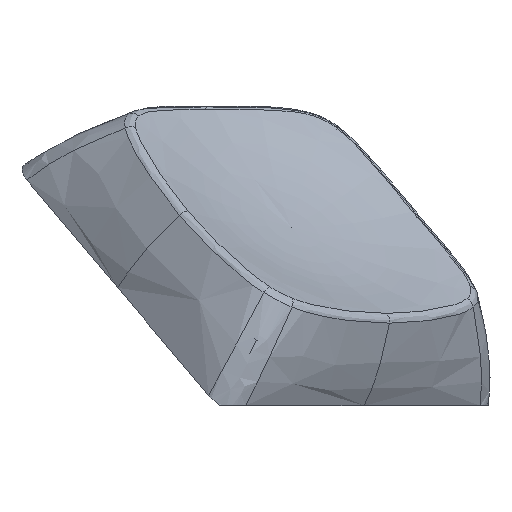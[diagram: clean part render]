
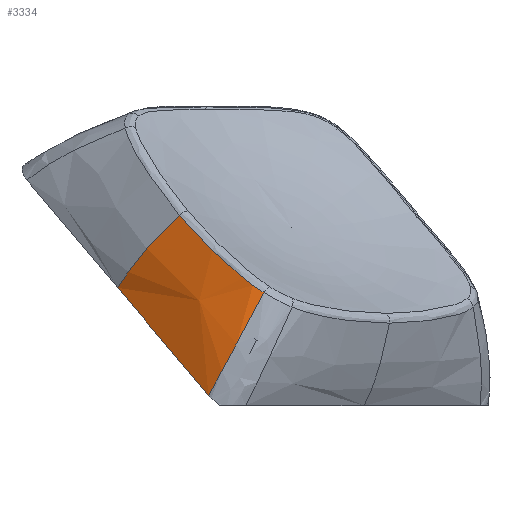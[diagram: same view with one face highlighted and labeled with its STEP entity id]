
A CAD part, left-side view. The second image highlights one B-rep face of the part: STEP entity #3334.
In plain terms, the highlighted free-form (B-spline) face has degree [3, 3] with [6, 7] control points.
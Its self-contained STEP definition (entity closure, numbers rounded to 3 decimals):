
#33=(
BOUNDED_CURVE()
B_SPLINE_CURVE(5,(#8927,#8928,#8929,#8930,#8931,#8932,#8933,#8934,#8935,
#8936),.UNSPECIFIED.,.F.,.F.)
B_SPLINE_CURVE_WITH_KNOTS((6,1,1,1,1,6),(-0.933,-0.8,-0.6,-0.4,
-0.2,0.),.UNSPECIFIED.)
CURVE()
GEOMETRIC_REPRESENTATION_ITEM()
RATIONAL_B_SPLINE_CURVE((1.,1.,1.,1.,1.,1.,1.,1.,1.,1.))
REPRESENTATION_ITEM('')
);
#106=B_SPLINE_SURFACE_WITH_KNOTS('',3,3,((#9365,#9366,#9367,#9368,#9369,
#9370,#9371),(#9372,#9373,#9374,#9375,#9376,#9377,#9378),(#9379,#9380,#9381,
#9382,#9383,#9384,#9385),(#9386,#9387,#9388,#9389,#9390,#9391,#9392),(#9393,
#9394,#9395,#9396,#9397,#9398,#9399),(#9400,#9401,#9402,#9403,#9404,#9405,
#9406)),.UNSPECIFIED.,.F.,.F.,.F.,(4,1,1,4),(4,1,1,1,4),(0.,0.286,
0.571,1.),(0.056,0.388,0.66,
0.856,1.),.UNSPECIFIED.);
#212=B_SPLINE_CURVE_WITH_KNOTS('',3,(#8133,#8134,#8135,#8136,#8137,#8138,
#8139),.UNSPECIFIED.,.F.,.F.,(4,1,1,1,4),(0.034,0.227,
0.385,0.5,0.584),.UNSPECIFIED.);
#232=B_SPLINE_CURVE_WITH_KNOTS('',3,(#8567,#8568,#8569,#8570,#8571,#8572,
#8573),.UNSPECIFIED.,.F.,.F.,(4,1,1,1,4),(-3.212,-2.873,
-2.703,-2.661,-2.618),.UNSPECIFIED.);
#550=FACE_OUTER_BOUND('',#766,.T.);
#766=EDGE_LOOP('',(#3063,#3064,#3065,#3066));
#1086=LINE('',#8043,#1302);
#1302=VECTOR('',#4248,10.);
#1575=VERTEX_POINT('',#8040);
#1576=VERTEX_POINT('',#8042);
#1589=VERTEX_POINT('',#8125);
#1603=VERTEX_POINT('',#8560);
#2036=EDGE_CURVE('',#1575,#1576,#1086,.T.);
#2051=EDGE_CURVE('',#1589,#1575,#212,.T.);
#2071=EDGE_CURVE('',#1603,#1589,#232,.T.);
#2088=EDGE_CURVE('',#1603,#1576,#33,.T.);
#3063=ORIENTED_EDGE('',*,*,#2071,.F.);
#3064=ORIENTED_EDGE('',*,*,#2088,.T.);
#3065=ORIENTED_EDGE('',*,*,#2036,.F.);
#3066=ORIENTED_EDGE('',*,*,#2051,.F.);
#3334=ADVANCED_FACE('',(#550),#106,.T.);
#4248=DIRECTION('',(0.542,0.542,0.643));
#8040=CARTESIAN_POINT('',(-116.741,5.399,4.424));
#8042=CARTESIAN_POINT('',(-112.489,9.651,9.47));
#8043=CARTESIAN_POINT('',(-108.236,13.903,14.515));
#8125=CARTESIAN_POINT('',(-116.442,2.802,9.24));
#8133=CARTESIAN_POINT('Ctrl Pts',(-116.442,2.802,9.24));
#8134=CARTESIAN_POINT('Ctrl Pts',(-116.56,3.101,8.682));
#8135=CARTESIAN_POINT('Ctrl Pts',(-116.748,3.648,7.662));
#8136=CARTESIAN_POINT('Ctrl Pts',(-116.87,4.383,6.295));
#8137=CARTESIAN_POINT('Ctrl Pts',(-116.845,4.95,5.247));
#8138=CARTESIAN_POINT('Ctrl Pts',(-116.782,5.266,4.667));
#8139=CARTESIAN_POINT('Ctrl Pts',(-116.741,5.399,4.424));
#8560=CARTESIAN_POINT('',(-113.639,6.763,12.873));
#8567=CARTESIAN_POINT('Ctrl Pts',(-113.639,6.763,12.873));
#8568=CARTESIAN_POINT('Ctrl Pts',(-114.254,6.148,12.143));
#8569=CARTESIAN_POINT('Ctrl Pts',(-115.171,5.151,11.102));
#8570=CARTESIAN_POINT('Ctrl Pts',(-116.028,3.881,9.999));
#8571=CARTESIAN_POINT('Ctrl Pts',(-116.33,3.194,9.492));
#8572=CARTESIAN_POINT('Ctrl Pts',(-116.41,2.949,9.33));
#8573=CARTESIAN_POINT('Ctrl Pts',(-116.442,2.802,9.24));
#8927=CARTESIAN_POINT('Ctrl Pts',(-113.639,6.763,12.873));
#8928=CARTESIAN_POINT('Ctrl Pts',(-113.613,6.932,12.709));
#8929=CARTESIAN_POINT('Ctrl Pts',(-113.546,7.331,12.316));
#8930=CARTESIAN_POINT('Ctrl Pts',(-113.426,7.879,11.753));
#8931=CARTESIAN_POINT('Ctrl Pts',(-113.241,8.461,11.107));
#8932=CARTESIAN_POINT('Ctrl Pts',(-112.988,8.99,10.448));
#8933=CARTESIAN_POINT('Ctrl Pts',(-112.774,9.314,9.995));
#8934=CARTESIAN_POINT('Ctrl Pts',(-112.626,9.503,9.71));
#8935=CARTESIAN_POINT('Ctrl Pts',(-112.533,9.606,9.546));
#8936=CARTESIAN_POINT('Ctrl Pts',(-112.489,9.651,9.47));
#9365=CARTESIAN_POINT('Ctrl Pts',(-116.44,2.798,9.247));
#9366=CARTESIAN_POINT('Ctrl Pts',(-116.559,3.099,8.687));
#9367=CARTESIAN_POINT('Ctrl Pts',(-116.748,3.647,7.664));
#9368=CARTESIAN_POINT('Ctrl Pts',(-116.87,4.383,6.295));
#9369=CARTESIAN_POINT('Ctrl Pts',(-116.845,4.95,5.247));
#9370=CARTESIAN_POINT('Ctrl Pts',(-116.782,5.266,4.667));
#9371=CARTESIAN_POINT('Ctrl Pts',(-116.741,5.399,4.424));
#9372=CARTESIAN_POINT('Ctrl Pts',(-116.412,2.93,9.328));
#9373=CARTESIAN_POINT('Ctrl Pts',(-116.52,3.245,8.759));
#9374=CARTESIAN_POINT('Ctrl Pts',(-116.688,3.804,7.732));
#9375=CARTESIAN_POINT('Ctrl Pts',(-116.786,4.527,6.377));
#9376=CARTESIAN_POINT('Ctrl Pts',(-116.749,5.073,5.348));
#9377=CARTESIAN_POINT('Ctrl Pts',(-116.682,5.374,4.781));
#9378=CARTESIAN_POINT('Ctrl Pts',(-116.639,5.5,4.544));
#9379=CARTESIAN_POINT('Ctrl Pts',(-116.296,3.335,9.581));
#9380=CARTESIAN_POINT('Ctrl Pts',(-116.34,3.746,9.003));
#9381=CARTESIAN_POINT('Ctrl Pts',(-116.395,4.399,8.004));
#9382=CARTESIAN_POINT('Ctrl Pts',(-116.362,5.131,6.768));
#9383=CARTESIAN_POINT('Ctrl Pts',(-116.246,5.652,5.87));
#9384=CARTESIAN_POINT('Ctrl Pts',(-116.144,5.932,5.393));
#9385=CARTESIAN_POINT('Ctrl Pts',(-116.09,6.05,5.196));
#9386=CARTESIAN_POINT('Ctrl Pts',(-115.703,4.441,10.451));
#9387=CARTESIAN_POINT('Ctrl Pts',(-115.597,5.099,9.858));
#9388=CARTESIAN_POINT('Ctrl Pts',(-115.373,6.014,8.96));
#9389=CARTESIAN_POINT('Ctrl Pts',(-115.009,6.837,8.062));
#9390=CARTESIAN_POINT('Ctrl Pts',(-114.699,7.351,7.508));
#9391=CARTESIAN_POINT('Ctrl Pts',(-114.515,7.604,7.257));
#9392=CARTESIAN_POINT('Ctrl Pts',(-114.434,7.706,7.161));
#9393=CARTESIAN_POINT('Ctrl Pts',(-114.691,5.654,11.7));
#9394=CARTESIAN_POINT('Ctrl Pts',(-114.538,6.414,11.067));
#9395=CARTESIAN_POINT('Ctrl Pts',(-114.211,7.436,10.18));
#9396=CARTESIAN_POINT('Ctrl Pts',(-113.727,8.278,9.411));
#9397=CARTESIAN_POINT('Ctrl Pts',(-113.365,8.755,8.984));
#9398=CARTESIAN_POINT('Ctrl Pts',(-113.174,8.964,8.811));
#9399=CARTESIAN_POINT('Ctrl Pts',(-113.096,9.044,8.749));
#9400=CARTESIAN_POINT('Ctrl Pts',(-113.649,6.697,12.937));
#9401=CARTESIAN_POINT('Ctrl Pts',(-113.543,7.409,12.248));
#9402=CARTESIAN_POINT('Ctrl Pts',(-113.304,8.344,11.258));
#9403=CARTESIAN_POINT('Ctrl Pts',(-112.94,9.064,10.345));
#9404=CARTESIAN_POINT('Ctrl Pts',(-112.676,9.444,9.802));
#9405=CARTESIAN_POINT('Ctrl Pts',(-112.542,9.597,9.561));
#9406=CARTESIAN_POINT('Ctrl Pts',(-112.489,9.651,9.47));
